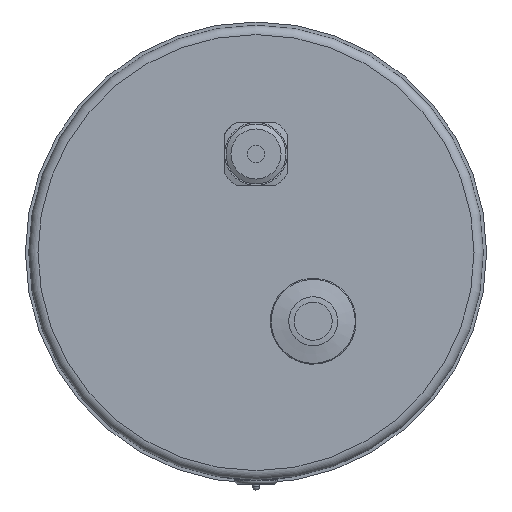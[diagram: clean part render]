
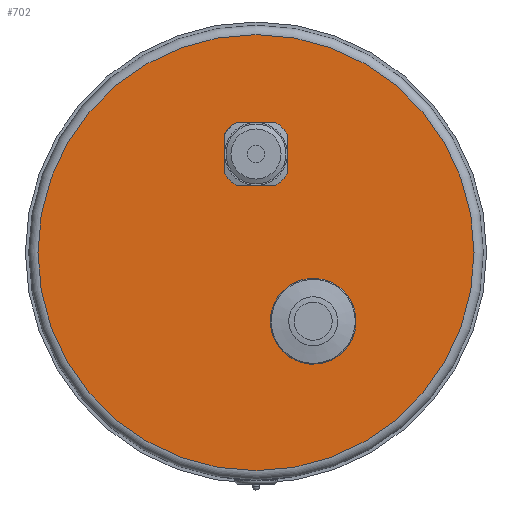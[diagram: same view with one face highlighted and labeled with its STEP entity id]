
A CAD part, front view. The second image highlights one B-rep face of the part: STEP entity #702.
In plain terms, the highlighted planar face has unit normal (0, -1, 0).
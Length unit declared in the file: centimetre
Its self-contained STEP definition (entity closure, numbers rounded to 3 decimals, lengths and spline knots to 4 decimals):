
#59=LINE('',#1087,#84);
#60=LINE('',#1091,#85);
#61=LINE('',#1093,#86);
#62=LINE('',#1095,#87);
#63=LINE('',#1097,#88);
#64=LINE('',#1099,#89);
#65=LINE('',#1101,#90);
#66=LINE('',#1103,#91);
#67=LINE('',#1105,#92);
#68=LINE('',#1107,#93);
#69=LINE('',#1109,#94);
#70=LINE('',#1111,#95);
#71=LINE('',#1113,#96);
#72=LINE('',#1117,#97);
#73=LINE('',#1120,#98);
#84=VECTOR('',#865,1.3856);
#85=VECTOR('',#868,0.1178);
#86=VECTOR('',#869,0.15);
#87=VECTOR('',#870,0.2);
#88=VECTOR('',#871,0.15);
#89=VECTOR('',#872,0.3447);
#90=VECTOR('',#873,0.15);
#91=VECTOR('',#874,0.3606);
#92=VECTOR('',#875,0.15);
#93=VECTOR('',#876,0.3447);
#94=VECTOR('',#877,0.15);
#95=VECTOR('',#878,0.2);
#96=VECTOR('',#879,0.0114);
#97=VECTOR('',#882,1.3856);
#98=VECTOR('',#885,1.3856);
#109=FACE_BOUND('',#186,.T.);
#110=FACE_BOUND('',#187,.T.);
#135=FACE_OUTER_BOUND('',#185,.T.);
#185=EDGE_LOOP('',(#458));
#186=EDGE_LOOP('',(#459));
#187=EDGE_LOOP('',(#460,#461,#462,#463,#464,#465,#466,#467,#468,#469,#470,
#471,#472,#473,#474,#475,#476,#477,#478));
#260=CIRCLE('',#756,7.625);
#261=CIRCLE('',#757,1.5);
#262=CIRCLE('',#758,1.3);
#263=CIRCLE('',#759,1.3);
#264=CIRCLE('',#760,1.3);
#265=CIRCLE('',#761,1.3);
#309=VERTEX_POINT('',#1079);
#310=VERTEX_POINT('',#1081);
#311=VERTEX_POINT('',#1083);
#312=VERTEX_POINT('',#1084);
#313=VERTEX_POINT('',#1086);
#314=VERTEX_POINT('',#1088);
#315=VERTEX_POINT('',#1090);
#316=VERTEX_POINT('',#1092);
#317=VERTEX_POINT('',#1094);
#318=VERTEX_POINT('',#1096);
#319=VERTEX_POINT('',#1098);
#320=VERTEX_POINT('',#1100);
#321=VERTEX_POINT('',#1102);
#322=VERTEX_POINT('',#1104);
#323=VERTEX_POINT('',#1106);
#324=VERTEX_POINT('',#1108);
#325=VERTEX_POINT('',#1110);
#326=VERTEX_POINT('',#1112);
#327=VERTEX_POINT('',#1114);
#328=VERTEX_POINT('',#1116);
#329=VERTEX_POINT('',#1118);
#372=EDGE_CURVE('',#309,#309,#260,.T.);
#373=EDGE_CURVE('',#310,#310,#261,.T.);
#374=EDGE_CURVE('',#311,#312,#262,.T.);
#375=EDGE_CURVE('',#312,#313,#59,.T.);
#376=EDGE_CURVE('',#313,#314,#263,.T.);
#377=EDGE_CURVE('',#314,#315,#60,.T.);
#378=EDGE_CURVE('',#315,#316,#61,.T.);
#379=EDGE_CURVE('',#316,#317,#62,.T.);
#380=EDGE_CURVE('',#317,#318,#63,.T.);
#381=EDGE_CURVE('',#318,#319,#64,.T.);
#382=EDGE_CURVE('',#319,#320,#65,.T.);
#383=EDGE_CURVE('',#320,#321,#66,.T.);
#384=EDGE_CURVE('',#321,#322,#67,.T.);
#385=EDGE_CURVE('',#322,#323,#68,.T.);
#386=EDGE_CURVE('',#323,#324,#69,.T.);
#387=EDGE_CURVE('',#324,#325,#70,.T.);
#388=EDGE_CURVE('',#325,#326,#71,.T.);
#389=EDGE_CURVE('',#326,#327,#264,.T.);
#390=EDGE_CURVE('',#327,#328,#72,.T.);
#391=EDGE_CURVE('',#328,#329,#265,.T.);
#392=EDGE_CURVE('',#329,#311,#73,.T.);
#458=ORIENTED_EDGE('',*,*,#372,.T.);
#459=ORIENTED_EDGE('',*,*,#373,.T.);
#460=ORIENTED_EDGE('',*,*,#374,.T.);
#461=ORIENTED_EDGE('',*,*,#375,.T.);
#462=ORIENTED_EDGE('',*,*,#376,.T.);
#463=ORIENTED_EDGE('',*,*,#377,.T.);
#464=ORIENTED_EDGE('',*,*,#378,.T.);
#465=ORIENTED_EDGE('',*,*,#379,.T.);
#466=ORIENTED_EDGE('',*,*,#380,.T.);
#467=ORIENTED_EDGE('',*,*,#381,.T.);
#468=ORIENTED_EDGE('',*,*,#382,.T.);
#469=ORIENTED_EDGE('',*,*,#383,.T.);
#470=ORIENTED_EDGE('',*,*,#384,.T.);
#471=ORIENTED_EDGE('',*,*,#385,.T.);
#472=ORIENTED_EDGE('',*,*,#386,.T.);
#473=ORIENTED_EDGE('',*,*,#387,.T.);
#474=ORIENTED_EDGE('',*,*,#388,.T.);
#475=ORIENTED_EDGE('',*,*,#389,.T.);
#476=ORIENTED_EDGE('',*,*,#390,.T.);
#477=ORIENTED_EDGE('',*,*,#391,.T.);
#478=ORIENTED_EDGE('',*,*,#392,.T.);
#634=PLANE('',#755);
#702=ADVANCED_FACE('',(#135,#109,#110),#634,.F.);
#755=AXIS2_PLACEMENT_3D('',#1078,#857,#858);
#756=AXIS2_PLACEMENT_3D('',#1080,#859,#860);
#757=AXIS2_PLACEMENT_3D('',#1082,#861,#862);
#758=AXIS2_PLACEMENT_3D('',#1085,#863,#864);
#759=AXIS2_PLACEMENT_3D('',#1089,#866,#867);
#760=AXIS2_PLACEMENT_3D('',#1115,#880,#881);
#761=AXIS2_PLACEMENT_3D('',#1119,#883,#884);
#857=DIRECTION('center_axis',(0.,1.,0.));
#858=DIRECTION('ref_axis',(0.,0.,1.));
#859=DIRECTION('center_axis',(0.,-1.,0.));
#860=DIRECTION('ref_axis',(1.,0.,0.));
#861=DIRECTION('center_axis',(0.,1.,0.));
#862=DIRECTION('ref_axis',(0.71,0.,-0.704));
#863=DIRECTION('center_axis',(0.,1.,0.));
#864=DIRECTION('ref_axis',(0.,0.,1.));
#865=DIRECTION('',(-1.,0.,0.));
#866=DIRECTION('center_axis',(0.,1.,0.));
#867=DIRECTION('ref_axis',(0.,0.,1.));
#868=DIRECTION('',(0.,0.,1.));
#869=DIRECTION('',(1.,0.,0.));
#870=DIRECTION('',(0.,0.,1.));
#871=DIRECTION('',(-1.,0.,0.));
#872=DIRECTION('',(0.,0.,1.));
#873=DIRECTION('',(1.,0.,0.));
#874=DIRECTION('',(0.,0.,1.));
#875=DIRECTION('',(-1.,0.,0.));
#876=DIRECTION('',(0.,0.,1.));
#877=DIRECTION('',(1.,0.,0.));
#878=DIRECTION('',(0.,0.,1.));
#879=DIRECTION('',(-1.,0.,0.));
#880=DIRECTION('center_axis',(0.,1.,0.));
#881=DIRECTION('ref_axis',(0.,0.,1.));
#882=DIRECTION('',(1.,0.,0.));
#883=DIRECTION('center_axis',(0.,1.,0.));
#884=DIRECTION('ref_axis',(0.,0.,1.));
#885=DIRECTION('',(0.,0.,-1.));
#1078=CARTESIAN_POINT('Origin',(0.,0.,3.45));
#1079=CARTESIAN_POINT('',(7.625,0.,0.));
#1080=CARTESIAN_POINT('Origin',(0.,0.,0.));
#1081=CARTESIAN_POINT('',(3.0653,0.,-3.456));
#1082=CARTESIAN_POINT('Origin',(2.,0.,
-2.4));
#1083=CARTESIAN_POINT('',(1.1,0.,2.7572));
#1084=CARTESIAN_POINT('',(0.6928,0.,2.35));
#1085=CARTESIAN_POINT('Origin',(0.,0.,3.45));
#1086=CARTESIAN_POINT('',(-0.6928,0.,2.35));
#1087=CARTESIAN_POINT('',(-0.55,0.,2.35));
#1088=CARTESIAN_POINT('',(-1.1,0.,2.7572));
#1089=CARTESIAN_POINT('Origin',(0.,0.,3.45));
#1090=CARTESIAN_POINT('',(-1.1,0.,2.875));
#1091=CARTESIAN_POINT('',(-1.1,0.,4.));
#1092=CARTESIAN_POINT('',(-0.95,0.,2.875));
#1093=CARTESIAN_POINT('',(-1.1,0.,2.875));
#1094=CARTESIAN_POINT('',(-0.95,0.,3.075));
#1095=CARTESIAN_POINT('',(-0.95,0.,3.2125));
#1096=CARTESIAN_POINT('',(-1.1,0.,3.075));
#1097=CARTESIAN_POINT('',(-1.1,0.,3.075));
#1098=CARTESIAN_POINT('',(-1.1,0.,3.4197));
#1099=CARTESIAN_POINT('',(-1.1,0.,4.));
#1100=CARTESIAN_POINT('',(-0.95,0.,3.4197));
#1101=CARTESIAN_POINT('',(-1.1,0.,3.4197));
#1102=CARTESIAN_POINT('',(-0.95,0.,3.7803));
#1103=CARTESIAN_POINT('',(-0.95,0.,3.525));
#1104=CARTESIAN_POINT('',(-1.1,0.,3.7803));
#1105=CARTESIAN_POINT('',(-1.1,0.,3.7803));
#1106=CARTESIAN_POINT('',(-1.1,0.,4.125));
#1107=CARTESIAN_POINT('',(-1.1,0.,4.));
#1108=CARTESIAN_POINT('',(-0.95,0.,4.125));
#1109=CARTESIAN_POINT('',(-1.1,0.,4.125));
#1110=CARTESIAN_POINT('',(-0.95,0.,4.325));
#1111=CARTESIAN_POINT('',(-0.95,0.,3.8375));
#1112=CARTESIAN_POINT('',(-0.9614,0.,4.325));
#1113=CARTESIAN_POINT('',(-1.1,0.,4.325));
#1114=CARTESIAN_POINT('',(-0.6928,0.,4.55));
#1115=CARTESIAN_POINT('Origin',(0.,0.,3.45));
#1116=CARTESIAN_POINT('',(0.6928,0.,4.55));
#1117=CARTESIAN_POINT('',(0.55,0.,4.55));
#1118=CARTESIAN_POINT('',(1.1,0.,4.1428));
#1119=CARTESIAN_POINT('Origin',(0.,0.,3.45));
#1120=CARTESIAN_POINT('',(1.1,0.,2.9));
